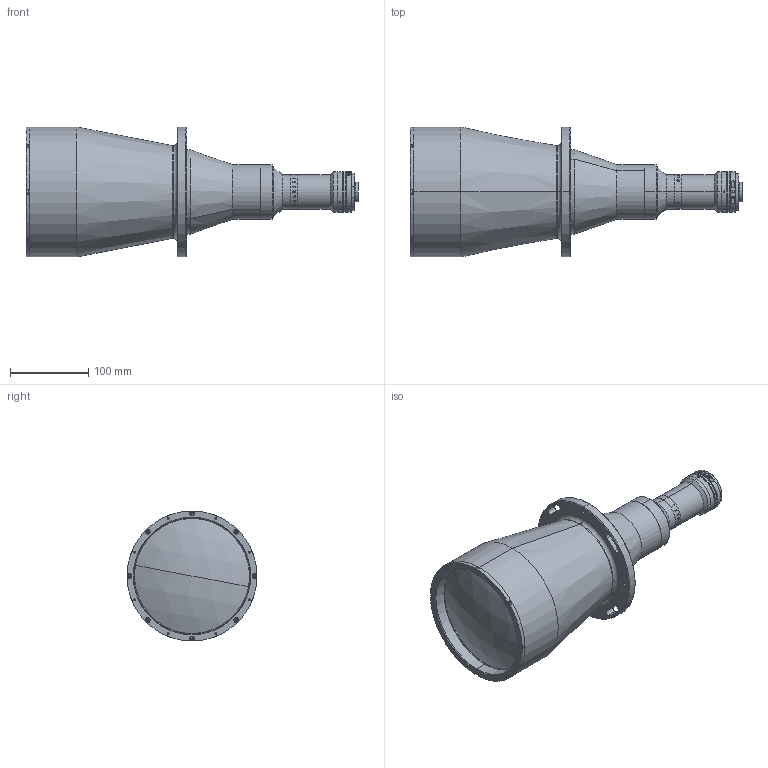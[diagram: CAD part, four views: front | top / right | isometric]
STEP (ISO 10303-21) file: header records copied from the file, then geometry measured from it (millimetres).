
FILE_DESCRIPTION (( 'STEP AP203' ), '1' );
FILE_NAME ('XF-PTL12223-0190-260C-(HD).STEP', '2018-12-25T05:36:15', ( 'lawlynn' ), ( '' ), 'SwSTEP 2.0', 'SolidWorks 2014', '' );
FILE_SCHEMA (( 'CONFIG_CONTROL_DESIGN' ));
Length unit declared in the file: millimetre
Products named in the file (1): XF-PTL12223-0190-260C-(HD)
Bounding box: 424.05 x 166 x 166 mm (x, y, z)
Surface area: 220597.3 mm2 (no closed solid volume)
Topology: 0 solids, 42 shells, 324 faces, 1377 edges, 1069 vertices
Faces by surface type: cylinder 141, plane 115, cone 46, torus 18, sphere 4
Entity records: 19685 total; most frequent: CARTESIAN_POINT 8507, DIRECTION 2315, ORIENTED_EDGE 2002, EDGE_CURVE 1363, VERTEX_POINT 1069, AXIS2_PLACEMENT_3D 885, CIRCLE 560, LINE 545
